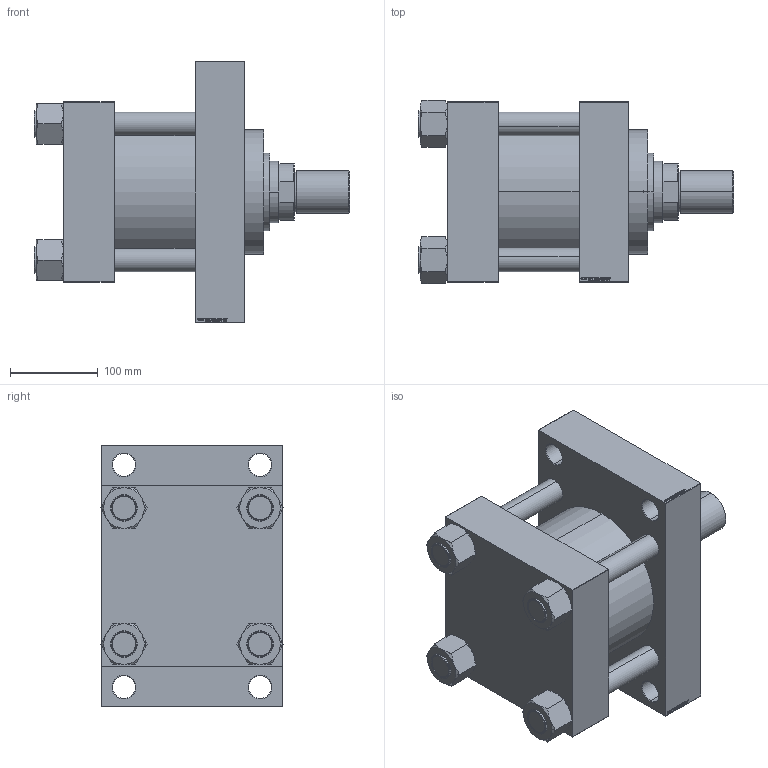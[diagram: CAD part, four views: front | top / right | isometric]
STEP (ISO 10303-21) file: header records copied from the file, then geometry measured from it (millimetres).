
FILE_DESCRIPTION (( 'STEP AP203' ), '1' );
FILE_NAME ('4ee3.STEP', '2022-04-14T15:03:37', ( '' ), ( '' ), 'SwSTEP 2.0', 'SolidWorks 2019', '' );
FILE_SCHEMA (( 'CONFIG_CONTROL_DESIGN' ));
Length unit declared in the file: millimetre
Products named in the file (7): V215_VC_A 6b457540191fee0320fbd2cded0a054b; ROD_END_AH 6b457540191fee0320fbd2cded0a054b; V215CR_VCP_D 6b457540191fee0320fbd2cded0a054b; V215CR_D_TYCINKA 6b457540191fee0320fbd2cded0a054b; 4ee3; V215CR_D_Body 6b457540191fee0320fbd2cded0a054b; NUT_M5_D 6b457540191fee0320fbd2cded0a054b
Assembly tree (12 placements, depth 2):
  4ee3
    V215CR_D_Body 6b457540191fee0320fbd2cded0a054b
    V215CR_VCP_D 6b457540191fee0320fbd2cded0a054b
    NUT_M5_D 6b457540191fee0320fbd2cded0a054b  x4
    V215CR_D_TYCINKA 6b457540191fee0320fbd2cded0a054b  x4
    V215_VC_A 6b457540191fee0320fbd2cded0a054b
    ROD_END_AH 6b457540191fee0320fbd2cded0a054b
Bounding box: 359 x 208.14 x 297 mm (x, y, z)
Volume: 8009248.5 mm3; surface area: 738307.2 mm2
Topology: 12 solids, 12 shells, 1169 faces, 2944 edges, 1913 vertices
Faces by surface type: plane 550, bspline 368, cone 146, cylinder 95, torus 10
Entity records: 48327 total; most frequent: CARTESIAN_POINT 25304, ORIENTED_EDGE 5152, DIRECTION 3364, EDGE_CURVE 2576, VERTEX_POINT 1691, LINE 1538, VECTOR 1538, EDGE_LOOP 1147
